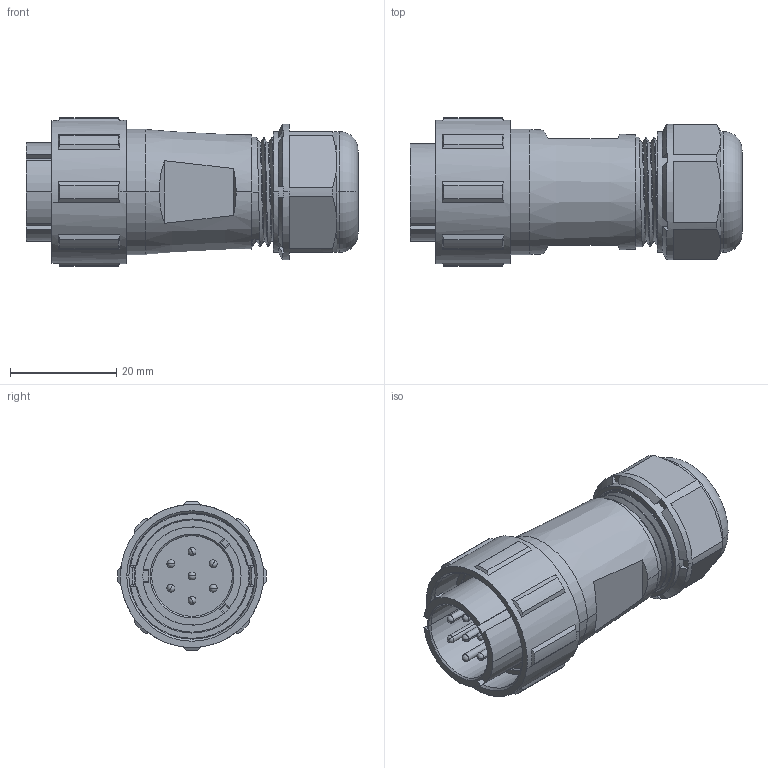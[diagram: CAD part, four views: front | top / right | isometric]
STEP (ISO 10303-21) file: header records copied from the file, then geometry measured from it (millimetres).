
FILE_DESCRIPTION((''),'2;1');
FILE_NAME('SY2110_P4','2016-11-30T',('Administrator'),(''),'PRO/ENGINEER BY PARAMETRIC TECHNOLOGY CORPORATION, 2015240','PRO/ENGINEER BY PARAMETRIC TECHNOLOGY CORPORATION, 2015240','');
FILE_SCHEMA(('CONFIG_CONTROL_DESIGN'));
Length unit declared in the file: millimetre
Products named in the file (1): SY2110_P4
Bounding box: 62.6 x 28 x 27.99 mm (x, y, z)
Volume: 21826.2 mm3; surface area: 9921.6 mm2
Topology: 1 solids, 2 shells, 354 faces, 991 edges, 657 vertices
Faces by surface type: plane 162, cylinder 107, cone 60, sphere 14, bspline 6, torus 4, extrusion 1
Entity records: 13089 total; most frequent: CARTESIAN_POINT 4039, ORIENTED_EDGE 1954, DIRECTION 1844, EDGE_CURVE 977, AXIS2_PLACEMENT_3D 744, VERTEX_POINT 657, CIRCLE 397, EDGE_LOOP 392
